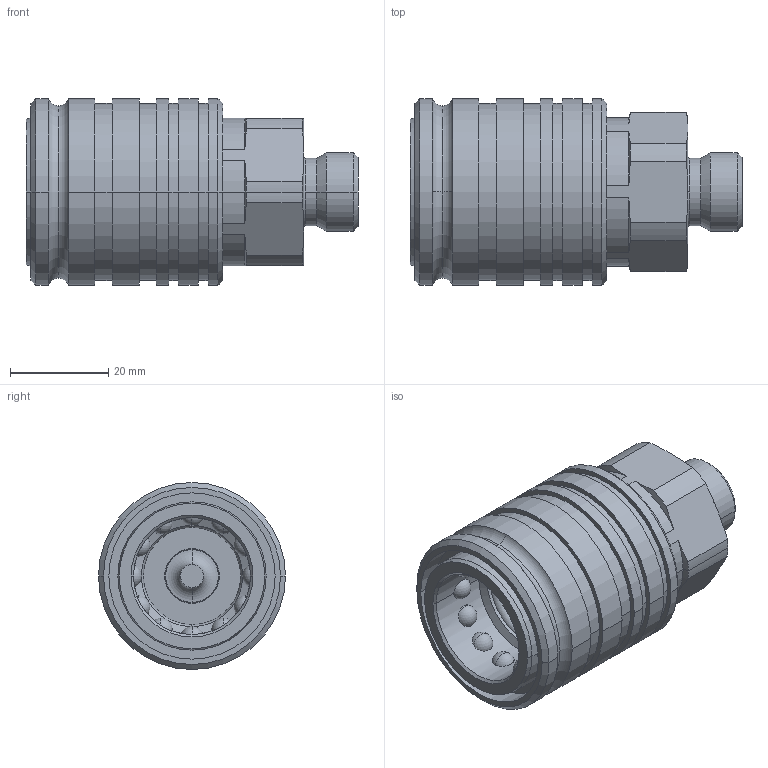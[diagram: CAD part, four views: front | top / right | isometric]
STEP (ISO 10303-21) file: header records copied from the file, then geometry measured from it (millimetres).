
FILE_DESCRIPTION( ( '' ), '1' );
FILE_NAME( '42121624.stp', '2012-08-14T12:18:47', ( '' ), ( '' ), ' ', ' ', ' ' );
FILE_SCHEMA( ( 'CONFIG_CONTROL_DESIGN' ) );
Length unit declared in the file: millimetre
Products named in the file (2): 1; 2
Bounding box: 67.5 x 38 x 38 mm (x, y, z)
Volume: 38291.6 mm3; surface area: 18720.3 mm2
Topology: 2 solids, 2 shells, 187 faces, 462 edges, 291 vertices
Faces by surface type: cylinder 74, cone 40, plane 39, sphere 22, torus 12
Entity records: 6280 total; most frequent: CARTESIAN_POINT 1782, DIRECTION 986, ORIENTED_EDGE 884, EDGE_CURVE 442, AXIS2_PLACEMENT_3D 421, VERTEX_POINT 291, CIRCLE 230, EDGE_LOOP 223
